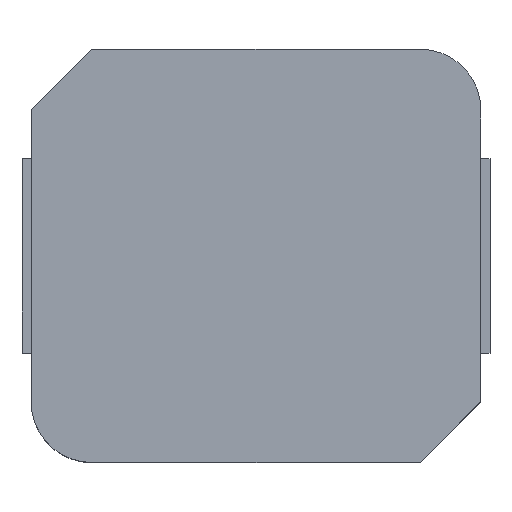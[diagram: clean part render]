
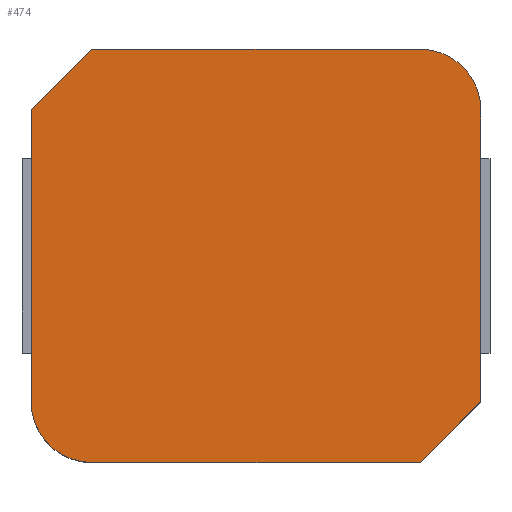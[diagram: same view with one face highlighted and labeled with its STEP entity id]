
A CAD part, top view. The second image highlights one B-rep face of the part: STEP entity #474.
In plain terms, the highlighted planar face has unit normal (0, 0, 1).
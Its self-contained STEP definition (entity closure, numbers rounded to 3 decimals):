
#3 = EDGE_CURVE ( 'NONE', #139, #50, #709, .T. ) ;
#6 = DIRECTION ( 'NONE',  ( 0., -1., 0. ) ) ;
#10 = EDGE_CURVE ( 'NONE', #45, #822, #523, .T. ) ;
#42 = ORIENTED_EDGE ( 'NONE', *, *, #10, .T. ) ;
#45 = VERTEX_POINT ( 'NONE', #570 ) ;
#50 = VERTEX_POINT ( 'NONE', #703 ) ;
#106 = ORIENTED_EDGE ( 'NONE', *, *, #666, .T. ) ;
#110 = DIRECTION ( 'NONE',  ( 0., 1., 0. ) ) ;
#133 = VECTOR ( 'NONE', #110, 1000. ) ;
#139 = VERTEX_POINT ( 'NONE', #705 ) ;
#154 = EDGE_CURVE ( 'NONE', #216, #831, #191, .T. ) ;
#177 = CARTESIAN_POINT ( 'NONE',  ( -2.7, 3.4, 3. ) ) ;
#191 = LINE ( 'NONE', #287, #237 ) ;
#201 = EDGE_LOOP ( 'NONE', ( #730, #106, #542, #739, #279, #400, #42, #866 ) ) ;
#204 = EDGE_CURVE ( 'NONE', #831, #45, #608, .T. ) ;
#216 = VERTEX_POINT ( 'NONE', #631 ) ;
#222 = DIRECTION ( 'NONE',  ( 0., 0., 1. ) ) ;
#223 = DIRECTION ( 'NONE',  ( 1., 0., 0. ) ) ;
#230 = DIRECTION ( 'NONE',  ( 1., 0., 0. ) ) ;
#237 = VECTOR ( 'NONE', #292, 1000. ) ;
#242 = CARTESIAN_POINT ( 'NONE',  ( 2.7, 2.4, 3. ) ) ;
#265 = VECTOR ( 'NONE', #223, 1000. ) ;
#279 = ORIENTED_EDGE ( 'NONE', *, *, #154, .T. ) ;
#287 = CARTESIAN_POINT ( 'NONE',  ( -3.7, 3.4, 3. ) ) ;
#288 = CIRCLE ( 'NONE', #406, 1. ) ;
#292 = DIRECTION ( 'NONE',  ( -1., 0., 0. ) ) ;
#309 = CARTESIAN_POINT ( 'NONE',  ( 3.05, -3.05, 3. ) ) ;
#313 = CIRCLE ( 'NONE', #516, 1. ) ;
#323 = PLANE ( 'NONE',  #689 ) ;
#330 = LINE ( 'NONE', #309, #607 ) ;
#333 = CARTESIAN_POINT ( 'NONE',  ( 0., 0., 3. ) ) ;
#334 = DIRECTION ( 'NONE',  ( 0., 0., 1. ) ) ;
#343 = EDGE_CURVE ( 'NONE', #851, #216, #288, .T. ) ;
#349 = CARTESIAN_POINT ( 'NONE',  ( 3.7, 2.4, 3. ) ) ;
#400 = ORIENTED_EDGE ( 'NONE', *, *, #204, .T. ) ;
#406 = AXIS2_PLACEMENT_3D ( 'NONE', #242, #672, #525 ) ;
#410 = FACE_OUTER_BOUND ( 'NONE', #201, .T. ) ;
#428 = DIRECTION ( 'NONE',  ( -0.707, -0.707, 0. ) ) ;
#434 = EDGE_CURVE ( 'NONE', #711, #851, #733, .T. ) ;
#448 = DIRECTION ( 'NONE',  ( 0.707, 0.707, 0. ) ) ;
#465 = VECTOR ( 'NONE', #428, 1000. ) ;
#474 = ADVANCED_FACE ( 'NONE', ( #410 ), #323, .T. ) ;
#494 = VECTOR ( 'NONE', #6, 1000. ) ;
#516 = AXIS2_PLACEMENT_3D ( 'NONE', #736, #222, #230 ) ;
#523 = LINE ( 'NONE', #785, #494 ) ;
#525 = DIRECTION ( 'NONE',  ( 1., 0., 0. ) ) ;
#542 = ORIENTED_EDGE ( 'NONE', *, *, #434, .T. ) ;
#570 = CARTESIAN_POINT ( 'NONE',  ( -3.7, 2.4, 3. ) ) ;
#593 = CARTESIAN_POINT ( 'NONE',  ( -3.7, -2.4, 3. ) ) ;
#607 = VECTOR ( 'NONE', #448, 1000. ) ;
#608 = LINE ( 'NONE', #847, #465 ) ;
#631 = CARTESIAN_POINT ( 'NONE',  ( 2.7, 3.4, 3. ) ) ;
#645 = CARTESIAN_POINT ( 'NONE',  ( -3.7, -3.4, 3. ) ) ;
#666 = EDGE_CURVE ( 'NONE', #50, #711, #330, .T. ) ;
#672 = DIRECTION ( 'NONE',  ( 0., 0., 1. ) ) ;
#688 = EDGE_CURVE ( 'NONE', #822, #139, #313, .T. ) ;
#689 = AXIS2_PLACEMENT_3D ( 'NONE', #333, #334, #893 ) ;
#703 = CARTESIAN_POINT ( 'NONE',  ( 2.7, -3.4, 3. ) ) ;
#705 = CARTESIAN_POINT ( 'NONE',  ( -2.7, -3.4, 3. ) ) ;
#709 = LINE ( 'NONE', #645, #265 ) ;
#711 = VERTEX_POINT ( 'NONE', #712 ) ;
#712 = CARTESIAN_POINT ( 'NONE',  ( 3.7, -2.4, 3. ) ) ;
#730 = ORIENTED_EDGE ( 'NONE', *, *, #3, .T. ) ;
#733 = LINE ( 'NONE', #875, #133 ) ;
#736 = CARTESIAN_POINT ( 'NONE',  ( -2.7, -2.4, 3. ) ) ;
#739 = ORIENTED_EDGE ( 'NONE', *, *, #343, .T. ) ;
#785 = CARTESIAN_POINT ( 'NONE',  ( -3.7, 3.4, 3. ) ) ;
#822 = VERTEX_POINT ( 'NONE', #593 ) ;
#831 = VERTEX_POINT ( 'NONE', #177 ) ;
#847 = CARTESIAN_POINT ( 'NONE',  ( -3.05, 3.05, 3. ) ) ;
#851 = VERTEX_POINT ( 'NONE', #349 ) ;
#866 = ORIENTED_EDGE ( 'NONE', *, *, #688, .T. ) ;
#875 = CARTESIAN_POINT ( 'NONE',  ( 3.7, 3.4, 3. ) ) ;
#893 = DIRECTION ( 'NONE',  ( 1., 0., 0. ) ) ;
